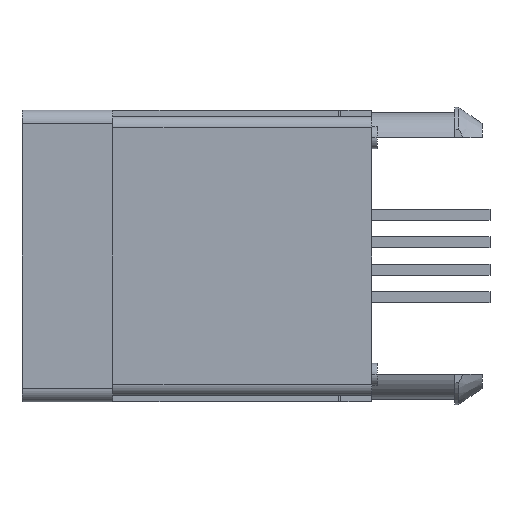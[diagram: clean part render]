
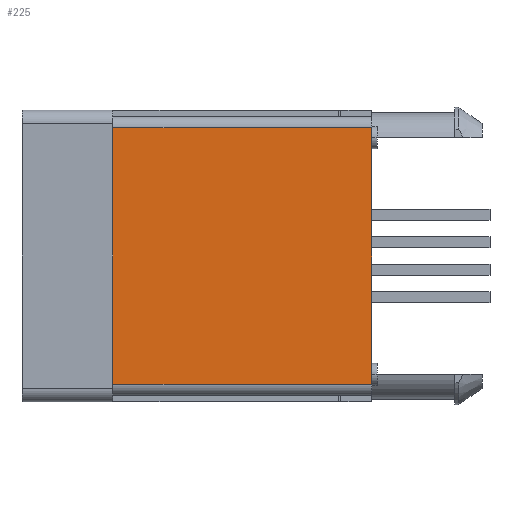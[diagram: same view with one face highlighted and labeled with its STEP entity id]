
A CAD part, left-side view. The second image highlights one B-rep face of the part: STEP entity #225.
In plain terms, the highlighted planar face has unit normal (-1, 0, 0).
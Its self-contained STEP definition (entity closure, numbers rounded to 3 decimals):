
#225=ADVANCED_FACE('',(#661),#662,.F.);
#661=FACE_OUTER_BOUND('',#1217,.T.);
#662=PLANE('',#1218);
#1217=EDGE_LOOP('',(#2846,#2847,#2848,#2849));
#1218=AXIS2_PLACEMENT_3D('',#2850,#2851,#2852);
#2846=ORIENTED_EDGE('',*,*,#4425,.T.);
#2847=ORIENTED_EDGE('',*,*,#4426,.F.);
#2848=ORIENTED_EDGE('',*,*,#3913,.T.);
#2849=ORIENTED_EDGE('',*,*,#4427,.F.);
#2850=CARTESIAN_POINT('',(-7.684,-8.065,8.077));
#2851=DIRECTION('',(1.0,0.0,0.0));
#2852=DIRECTION('',(0.0,1.0,-0.0));
#3913=EDGE_CURVE('',#4794,#4792,#4795,.T.);
#4425=EDGE_CURVE('',#5656,#5665,#5667,.T.);
#4426=EDGE_CURVE('',#4794,#5665,#5668,.T.);
#4427=EDGE_CURVE('',#5656,#4792,#5669,.T.);
#4792=VERTEX_POINT('',#6153);
#4794=VERTEX_POINT('',#6155);
#4795=LINE('',#6156,#6157);
#5656=VERTEX_POINT('',#7494);
#5665=VERTEX_POINT('',#7505);
#5667=LINE('',#7507,#7508);
#5668=LINE('',#7509,#7510);
#5669=LINE('',#7511,#7512);
#6153=CARTESIAN_POINT('',(-7.684,-8.065,5.918));
#6155=CARTESIAN_POINT('',(-7.684,-8.065,-5.918));
#6156=CARTESIAN_POINT('',(-7.684,-8.065,-5.918));
#6157=VECTOR('',#8109,11.836);
#7494=CARTESIAN_POINT('',(-7.684,3.874,5.918));
#7505=CARTESIAN_POINT('',(-7.684,3.874,-5.918));
#7507=CARTESIAN_POINT('',(-7.684,3.874,5.918));
#7508=VECTOR('',#8687,11.836);
#7509=CARTESIAN_POINT('',(-7.684,-8.065,-5.918));
#7510=VECTOR('',#8688,11.938);
#7511=CARTESIAN_POINT('',(-7.684,3.874,5.918));
#7512=VECTOR('',#8689,11.938);
#8109=DIRECTION('',(0.0,0.0,1.0));
#8687=DIRECTION('',(0.0,0.0,-1.0));
#8688=DIRECTION('',(0.0,1.0,0.0));
#8689=DIRECTION('',(0.0,-1.0,0.0));
